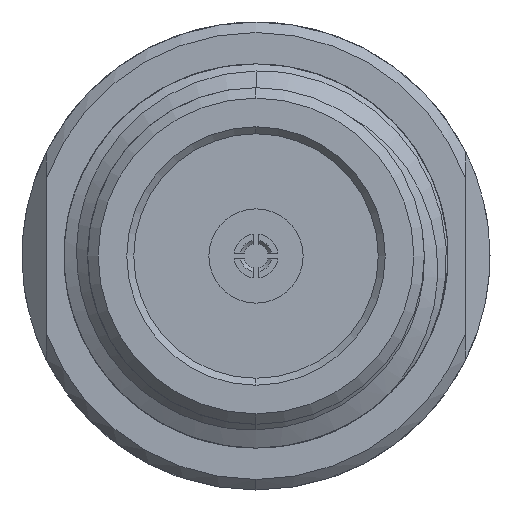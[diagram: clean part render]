
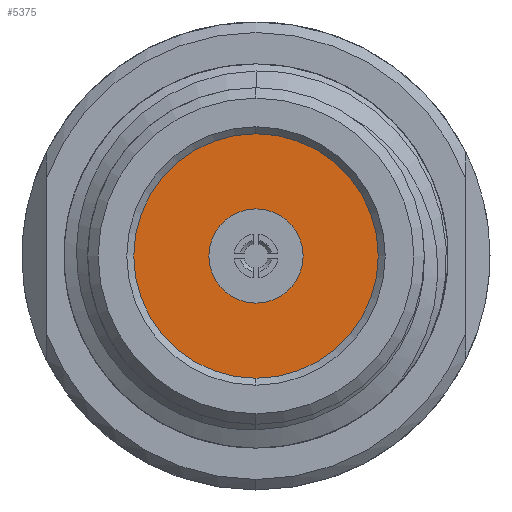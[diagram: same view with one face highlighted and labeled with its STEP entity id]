
A CAD part, left-side view. The second image highlights one B-rep face of the part: STEP entity #5375.
In plain terms, the highlighted planar face has unit normal (-1, 0, 0).
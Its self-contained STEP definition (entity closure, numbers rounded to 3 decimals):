
#54 = AXIS2_PLACEMENT_3D ( 'NONE', #3162, #4434, #3845 ) ;
#283 = CARTESIAN_POINT ( 'NONE',  ( -19.187, 0., 1.75 ) ) ;
#1234 = VERTEX_POINT ( 'NONE', #3874 ) ;
#1411 = DIRECTION ( 'NONE',  ( 0., 0., -1. ) ) ;
#1555 = DIRECTION ( 'NONE',  ( 1., 0., 0. ) ) ;
#1582 = EDGE_LOOP ( 'NONE', ( #2743, #4945 ) ) ;
#1747 = CARTESIAN_POINT ( 'NONE',  ( -19.187, 0., -0.675 ) ) ;
#2098 = CARTESIAN_POINT ( 'NONE',  ( -19.187, 0., 0. ) ) ;
#2249 = FACE_OUTER_BOUND ( 'NONE', #6972, .T. ) ;
#2273 = EDGE_CURVE ( 'NONE', #3301, #1234, #5901, .T. ) ;
#2385 = DIRECTION ( 'NONE',  ( 0., 1., 0. ) ) ;
#2683 = CARTESIAN_POINT ( 'NONE',  ( -19.187, 0., 0. ) ) ;
#2724 = AXIS2_PLACEMENT_3D ( 'NONE', #7813, #1555, #2385 ) ;
#2743 = ORIENTED_EDGE ( 'NONE', *, *, #2273, .T. ) ;
#2756 = VERTEX_POINT ( 'NONE', #283 ) ;
#2868 = CIRCLE ( 'NONE', #3156, 1.75 ) ;
#2956 = AXIS2_PLACEMENT_3D ( 'NONE', #2098, #4876, #7666 ) ;
#3023 = EDGE_CURVE ( 'NONE', #6106, #2756, #6502, .T. ) ;
#3156 = AXIS2_PLACEMENT_3D ( 'NONE', #6303, #5616, #1411 ) ;
#3162 = CARTESIAN_POINT ( 'NONE',  ( -19.187, 0., 0. ) ) ;
#3301 = VERTEX_POINT ( 'NONE', #1747 ) ;
#3504 = CARTESIAN_POINT ( 'NONE',  ( -19.187, 0., -1.75 ) ) ;
#3660 = ORIENTED_EDGE ( 'NONE', *, *, #3023, .F. ) ;
#3845 = DIRECTION ( 'NONE',  ( 0., 0., -1. ) ) ;
#3874 = CARTESIAN_POINT ( 'NONE',  ( -19.187, 0., 0.675 ) ) ;
#4434 = DIRECTION ( 'NONE',  ( 1., 0., 0. ) ) ;
#4462 = EDGE_CURVE ( 'NONE', #2756, #6106, #2868, .T. ) ;
#4780 = DIRECTION ( 'NONE',  ( 1., 0., 0. ) ) ;
#4876 = DIRECTION ( 'NONE',  ( 1., 0., 0. ) ) ;
#4945 = ORIENTED_EDGE ( 'NONE', *, *, #6329, .T. ) ;
#5021 = PLANE ( 'NONE',  #2724 ) ;
#5375 = ADVANCED_FACE ( 'NONE', ( #8497, #2249 ), #5021, .F. ) ;
#5616 = DIRECTION ( 'NONE',  ( 1., 0., 0. ) ) ;
#5763 = AXIS2_PLACEMENT_3D ( 'NONE', #2683, #4780, #6197 ) ;
#5901 = CIRCLE ( 'NONE', #5763, 0.675 ) ;
#6106 = VERTEX_POINT ( 'NONE', #3504 ) ;
#6197 = DIRECTION ( 'NONE',  ( 0., 0., -1. ) ) ;
#6303 = CARTESIAN_POINT ( 'NONE',  ( -19.187, 0., 0. ) ) ;
#6329 = EDGE_CURVE ( 'NONE', #1234, #3301, #8207, .T. ) ;
#6502 = CIRCLE ( 'NONE', #54, 1.75 ) ;
#6972 = EDGE_LOOP ( 'NONE', ( #3660, #7501 ) ) ;
#7501 = ORIENTED_EDGE ( 'NONE', *, *, #4462, .F. ) ;
#7666 = DIRECTION ( 'NONE',  ( 0., 0., -1. ) ) ;
#7813 = CARTESIAN_POINT ( 'NONE',  ( -19.187, -0.675, 0. ) ) ;
#8207 = CIRCLE ( 'NONE', #2956, 0.675 ) ;
#8497 = FACE_BOUND ( 'NONE', #1582, .T. ) ;
